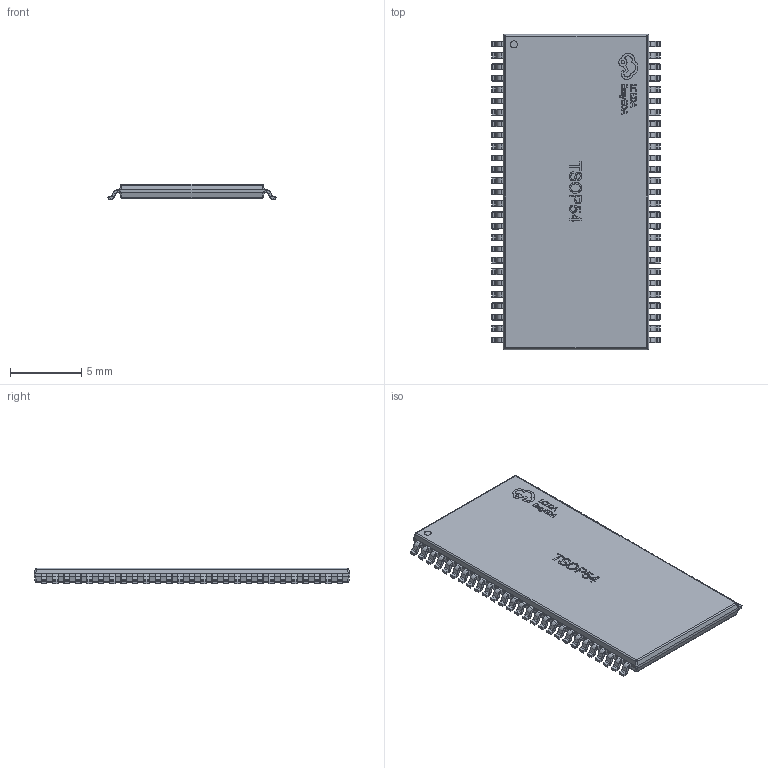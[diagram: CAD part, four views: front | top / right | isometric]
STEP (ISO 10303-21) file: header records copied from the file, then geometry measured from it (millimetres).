
FILE_DESCRIPTION (( 'STEP AP214' ), '1' );
FILE_NAME ('TSOP-54_L22.2-W10.2-H1.2-LS11.8-P0.80.step', '2022-07-26T10:41:38', ( '' ), ( '' ), 'SwSTEP 2.0', 'SolidWorks 2020', '' );
FILE_SCHEMA (( 'AUTOMOTIVE_DESIGN' ));
Length unit declared in the file: millimetre
Products named in the file (1): TSOP-54_L22.2-W10.2-H1.2-LS11.8-P0.80
Bounding box: 11.81 x 22.2 x 1.1 mm (x, y, z)
Volume: 228.3 mm3; surface area: 583 mm2
Topology: 68 solids, 68 shells, 3183 faces, 6852 edges, 3714 vertices
Faces by surface type: plane 1216, cylinder 1102, torus 432, sphere 278, bspline 155
Entity records: 121222 total; most frequent: CARTESIAN_POINT 17973, DIRECTION 15084, ORIENTED_EDGE 13272, EDGE_CURVE 6636, AXIS2_PLACEMENT_3D 5757, VERTEX_POINT 3606, LINE 3570, VECTOR 3570
